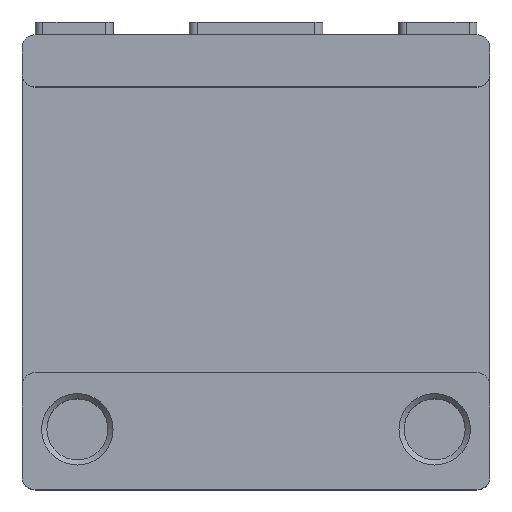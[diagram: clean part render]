
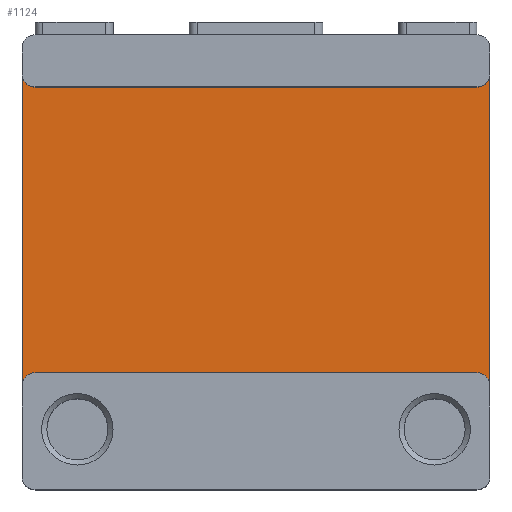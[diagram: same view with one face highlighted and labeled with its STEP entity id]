
A CAD part, top view. The second image highlights one B-rep face of the part: STEP entity #1124.
In plain terms, the highlighted planar face has unit normal (0, 0, 1).
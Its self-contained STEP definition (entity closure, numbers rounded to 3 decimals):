
#74=PLANE('',#1251);
#125=FACE_OUTER_BOUND('',#199,.T.);
#199=EDGE_LOOP('',(#955,#956,#957,#958,#959,#960,#961,#962));
#230=LINE('',#1658,#332);
#242=LINE('',#1705,#344);
#252=LINE('',#1735,#354);
#257=LINE('',#1750,#359);
#332=VECTOR('',#1304,10.);
#344=VECTOR('',#1350,10.);
#354=VECTOR('',#1380,10.);
#359=VECTOR('',#1395,10.);
#439=CIRCLE('',#1180,1.);
#446=CIRCLE('',#1190,1.);
#450=CIRCLE('',#1196,1.);
#453=CIRCLE('',#1201,1.);
#488=VERTEX_POINT('',#1654);
#490=VERTEX_POINT('',#1657);
#498=VERTEX_POINT('',#1680);
#499=VERTEX_POINT('',#1682);
#508=VERTEX_POINT('',#1704);
#517=VERTEX_POINT('',#1729);
#518=VERTEX_POINT('',#1731);
#521=VERTEX_POINT('',#1741);
#596=EDGE_CURVE('',#488,#490,#230,.T.);
#608=EDGE_CURVE('',#498,#499,#439,.F.);
#619=EDGE_CURVE('',#508,#499,#242,.T.);
#626=EDGE_CURVE('',#508,#488,#446,.F.);
#633=EDGE_CURVE('',#517,#518,#450,.F.);
#635=EDGE_CURVE('',#498,#518,#252,.T.);
#638=EDGE_CURVE('',#490,#521,#453,.F.);
#643=EDGE_CURVE('',#521,#517,#257,.T.);
#955=ORIENTED_EDGE('',*,*,#635,.T.);
#956=ORIENTED_EDGE('',*,*,#633,.F.);
#957=ORIENTED_EDGE('',*,*,#643,.F.);
#958=ORIENTED_EDGE('',*,*,#638,.F.);
#959=ORIENTED_EDGE('',*,*,#596,.F.);
#960=ORIENTED_EDGE('',*,*,#626,.F.);
#961=ORIENTED_EDGE('',*,*,#619,.T.);
#962=ORIENTED_EDGE('',*,*,#608,.F.);
#1124=ADVANCED_FACE('',(#125),#74,.T.);
#1180=AXIS2_PLACEMENT_3D('',#1683,#1329,#1330);
#1190=AXIS2_PLACEMENT_3D('',#1717,#1360,#1361);
#1196=AXIS2_PLACEMENT_3D('',#1732,#1375,#1376);
#1201=AXIS2_PLACEMENT_3D('',#1742,#1387,#1388);
#1251=AXIS2_PLACEMENT_3D('',#1879,#1528,#1529);
#1304=DIRECTION('',(1.,0.,0.));
#1329=DIRECTION('center_axis',(0.,0.,-1.));
#1330=DIRECTION('ref_axis',(-0.707,0.707,0.));
#1350=DIRECTION('',(0.,-1.,0.));
#1360=DIRECTION('center_axis',(0.,0.,-1.));
#1361=DIRECTION('ref_axis',(-0.707,-0.707,0.));
#1375=DIRECTION('center_axis',(0.,0.,-1.));
#1376=DIRECTION('ref_axis',(0.707,0.707,0.));
#1380=DIRECTION('',(1.,0.,0.));
#1387=DIRECTION('center_axis',(0.,0.,-1.));
#1388=DIRECTION('ref_axis',(0.707,-0.707,0.));
#1395=DIRECTION('',(0.,-1.,0.));
#1528=DIRECTION('center_axis',(0.,0.,1.));
#1529=DIRECTION('ref_axis',(-1.,0.,0.));
#1654=CARTESIAN_POINT('',(-17.,-37.982,-14.782));
#1657=CARTESIAN_POINT('',(17.,-37.982,-14.782));
#1658=CARTESIAN_POINT('',(9.,-37.982,-14.782));
#1680=CARTESIAN_POINT('',(-17.,-59.982,-14.782));
#1682=CARTESIAN_POINT('',(-18.,-60.982,-14.782));
#1683=CARTESIAN_POINT('Origin',(-17.,-60.982,-14.782));
#1704=CARTESIAN_POINT('',(-18.,-36.982,-14.782));
#1705=CARTESIAN_POINT('',(-18.,-37.982,-14.782));
#1717=CARTESIAN_POINT('Origin',(-17.,-36.982,-14.782));
#1729=CARTESIAN_POINT('',(18.,-60.982,-14.782));
#1731=CARTESIAN_POINT('',(17.,-59.982,-14.782));
#1732=CARTESIAN_POINT('Origin',(17.,-60.982,-14.782));
#1735=CARTESIAN_POINT('',(18.,-59.982,-14.782));
#1741=CARTESIAN_POINT('',(18.,-36.982,-14.782));
#1742=CARTESIAN_POINT('Origin',(17.,-36.982,-14.782));
#1750=CARTESIAN_POINT('',(18.,-37.982,-14.782));
#1879=CARTESIAN_POINT('Origin',(18.,-37.982,-14.782));
